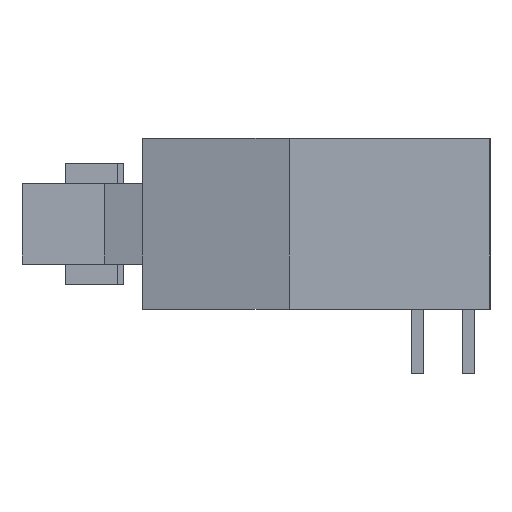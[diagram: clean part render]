
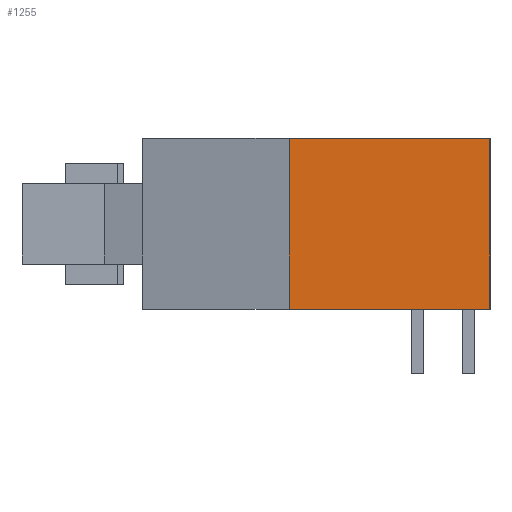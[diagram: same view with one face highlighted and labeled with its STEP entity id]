
A CAD part, left-side view. The second image highlights one B-rep face of the part: STEP entity #1255.
In plain terms, the highlighted free-form (B-spline) face has degree [1, 1] with [2, 2] control points.
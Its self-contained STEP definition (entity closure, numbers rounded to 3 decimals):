
#1073=VERTEX_POINT('V203',#2888);
#1090=EDGE_CURVE('E37',#2240,#1299,#2907,.T.);
#1255=ADVANCED_FACE('F91',(#3090),#3091,.T.);
#1299=VERTEX_POINT('V36',#3139);
#1412=EDGE_CURVE('E289',#1299,#1073,#3259,.T.);
#2004=EDGE_CURVE('E251',#2306,#2240,#3905,.T.);
#2240=VERTEX_POINT('V37',#4173);
#2306=VERTEX_POINT('V182',#4245);
#2594=EDGE_CURVE('E290',#2306,#1073,#4560,.T.);
#2888=CARTESIAN_POINT('',(-31.573,12.59,8.5));
#2907=B_SPLINE_CURVE_WITH_KNOTS('',1,(#5085,#5086),.UNSPECIFIED.,.F.,.F.,(2,2),(0.0,1.0),.UNSPECIFIED.);
#3090=FACE_OUTER_BOUND('',#5401,.T.);
#3091=B_SPLINE_SURFACE_WITH_KNOTS('',1,1,((#5402,#5403),(#5404,#5405)),.UNSPECIFIED.,.F.,.F.,.F.,(2,2),(2,2),(0.0,1.176),(0.0,1.0),.UNSPECIFIED.);
#3139=CARTESIAN_POINT('',(-31.573,2.59,8.5));
#3259=B_SPLINE_CURVE_WITH_KNOTS('',1,(#5746,#5747),.UNSPECIFIED.,.F.,.F.,(2,2),(0.0,1.176),.UNSPECIFIED.);
#3905=B_SPLINE_CURVE_WITH_KNOTS('',1,(#6949,#6950),.UNSPECIFIED.,.F.,.F.,(2,2),(0.0,1.176),.UNSPECIFIED.);
#4173=CARTESIAN_POINT('',(-31.573,2.59,0.0));
#4245=CARTESIAN_POINT('',(-31.573,12.59,0.0));
#4560=B_SPLINE_CURVE_WITH_KNOTS('',1,(#8225,#8226),.UNSPECIFIED.,.F.,.F.,(2,2),(0.0,1.125),.UNSPECIFIED.);
#5085=CARTESIAN_POINT('',(-31.573,2.59,0.0));
#5086=CARTESIAN_POINT('',(-31.573,2.59,8.5));
#5401=EDGE_LOOP('',(#8620,#8621,#8622,#8623));
#5402=CARTESIAN_POINT('',(-31.573,12.59,0.0));
#5403=CARTESIAN_POINT('',(-31.573,12.59,8.5));
#5404=CARTESIAN_POINT('',(-31.573,2.59,0.0));
#5405=CARTESIAN_POINT('',(-31.573,2.59,8.5));
#5746=CARTESIAN_POINT('',(-31.573,2.59,8.5));
#5747=CARTESIAN_POINT('',(-31.573,12.59,8.5));
#6949=CARTESIAN_POINT('',(-31.573,12.59,0.0));
#6950=CARTESIAN_POINT('',(-31.573,2.59,0.0));
#8225=CARTESIAN_POINT('',(-31.573,12.59,0.0));
#8226=CARTESIAN_POINT('',(-31.573,12.59,8.5));
#8620=ORIENTED_EDGE('',*,*,#2004,.T.);
#8621=ORIENTED_EDGE('',*,*,#1090,.T.);
#8622=ORIENTED_EDGE('',*,*,#1412,.T.);
#8623=ORIENTED_EDGE('',*,*,#2594,.F.);
